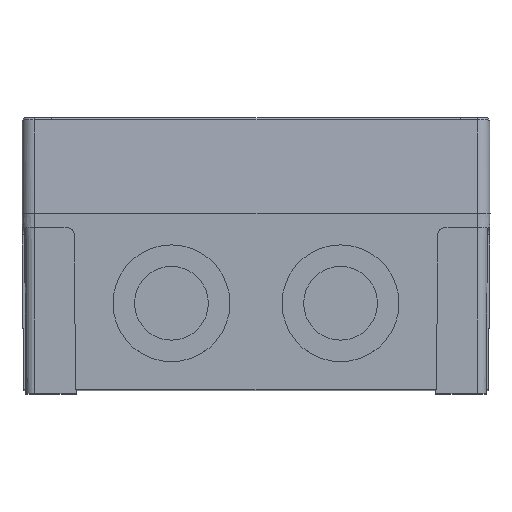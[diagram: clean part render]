
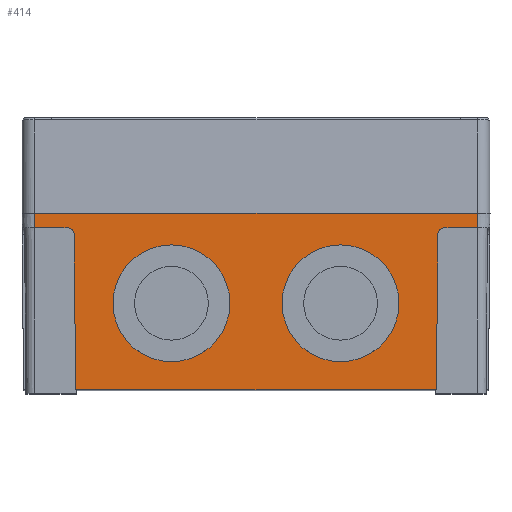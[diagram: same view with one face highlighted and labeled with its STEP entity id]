
A CAD part, top view. The second image highlights one B-rep face of the part: STEP entity #414.
In plain terms, the highlighted planar face has unit normal (0, -0.009, 1).
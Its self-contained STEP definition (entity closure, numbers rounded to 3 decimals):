
#8 = CARTESIAN_POINT ( 'NONE',  ( -61.55, 0., 90.05 ) ) ;
#214 = DIRECTION ( 'NONE',  ( 0., 1., 0.009 ) ) ;
#295 = VERTEX_POINT ( 'NONE', #1253 ) ;
#339 = DIRECTION ( 'NONE',  ( 0., -1., -0.009 ) ) ;
#343 = CARTESIAN_POINT ( 'NONE',  ( -23.5, -25.007, 89.832 ) ) ;
#414 = ADVANCED_FACE ( 'NONE', ( #13279, #11154, #12249 ), #616, .T. ) ;
#544 = DIRECTION ( 'NONE',  ( 0., -0.009, 1. ) ) ;
#569 = EDGE_CURVE ( 'NONE', #3545, #6368, #2197, .T. ) ;
#616 = PLANE ( 'NONE',  #9025 ) ;
#672 = CIRCLE ( 'NONE', #7092, 16.25 ) ;
#847 = CARTESIAN_POINT ( 'NONE',  ( 23.5, -41.256, 89.69 ) ) ;
#872 = EDGE_CURVE ( 'NONE', #9862, #295, #10095, .T. ) ;
#932 = EDGE_LOOP ( 'NONE', ( #12741, #12682, #9823, #6136, #12318, #13570, #6584, #8118, #7311, #3055 ) ) ;
#942 = EDGE_LOOP ( 'NONE', ( #2706, #13561 ) ) ;
#1002 = VECTOR ( 'NONE', #8754, 1000. ) ;
#1253 = CARTESIAN_POINT ( 'NONE',  ( 50.157, -49., 89.622 ) ) ;
#1378 = CARTESIAN_POINT ( 'NONE',  ( -50.533, -5.983, 89.998 ) ) ;
#1503 = VECTOR ( 'NONE', #7680, 1000. ) ;
#1592 = CARTESIAN_POINT ( 'NONE',  ( -61.55, 0., 90.05 ) ) ;
#1594 = DIRECTION ( 'NONE',  ( 0., -0.009, 1. ) ) ;
#1651 = DIRECTION ( 'NONE',  ( 0., 1., 0.009 ) ) ;
#1688 = VERTEX_POINT ( 'NONE', #1378 ) ;
#2147 = CARTESIAN_POINT ( 'NONE',  ( 50.533, -5.983, 89.998 ) ) ;
#2197 = LINE ( 'NONE', #8, #3484 ) ;
#2215 = AXIS2_PLACEMENT_3D ( 'NONE', #343, #1594, #3824 ) ;
#2249 = CARTESIAN_POINT ( 'NONE',  ( -50.533, -5.983, 89.998 ) ) ;
#2306 = CARTESIAN_POINT ( 'NONE',  ( 52.533, -4., 90.015 ) ) ;
#2340 = LINE ( 'NONE', #11719, #1002 ) ;
#2706 = ORIENTED_EDGE ( 'NONE', *, *, #5690, .F. ) ;
#2724 = DIRECTION ( 'NONE',  ( -0.009, -1., -0.009 ) ) ;
#2789 = CARTESIAN_POINT ( 'NONE',  ( 50.576, -0.978, 90.041 ) ) ;
#3000 = VERTEX_POINT ( 'NONE', #3695 ) ;
#3055 = ORIENTED_EDGE ( 'NONE', *, *, #9352, .T. ) ;
#3141 = LINE ( 'NONE', #6308, #9718 ) ;
#3240 = EDGE_CURVE ( 'NONE', #6368, #6954, #2340, .T. ) ;
#3245 = VECTOR ( 'NONE', #2724, 1000. ) ;
#3340 = EDGE_CURVE ( 'NONE', #10781, #7207, #13052, .T. ) ;
#3385 = LINE ( 'NONE', #11822, #1503 ) ;
#3484 = VECTOR ( 'NONE', #11432, 1000. ) ;
#3516 = CARTESIAN_POINT ( 'NONE',  ( -51.369, -4., 90.015 ) ) ;
#3518 = CARTESIAN_POINT ( 'NONE',  ( 23.5, -25.007, 89.832 ) ) ;
#3545 = VERTEX_POINT ( 'NONE', #12690 ) ;
#3695 = CARTESIAN_POINT ( 'NONE',  ( 23.5, -8.757, 89.974 ) ) ;
#3824 = DIRECTION ( 'NONE',  ( 0., -1., -0.009 ) ) ;
#4024 = EDGE_CURVE ( 'NONE', #13558, #6954, #11714, .T. ) ;
#4076 = EDGE_CURVE ( 'NONE', #6088, #1688, #3141, .T. ) ;
#4144 = CARTESIAN_POINT ( 'NONE',  ( 52.533, -4., 90.015 ) ) ;
#4345 = CARTESIAN_POINT ( 'NONE',  ( 51.369, -4., 90.015 ) ) ;
#4424 = DIRECTION ( 'NONE',  ( 0., 1., 0.009 ) ) ;
#4880 = VECTOR ( 'NONE', #5022, 1000. ) ;
#4970 = CARTESIAN_POINT ( 'NONE',  ( -50.157, -49., 89.622 ) ) ;
#5022 = DIRECTION ( 'NONE',  ( 1., 0., 0. ) ) ;
#5320 = VECTOR ( 'NONE', #10189, 1000. ) ;
#5487 = CARTESIAN_POINT ( 'NONE',  ( -52.533, -4., 90.015 ) ) ;
#5641 = CARTESIAN_POINT ( 'NONE',  ( -23.5, -8.757, 89.974 ) ) ;
#5690 = EDGE_CURVE ( 'NONE', #7207, #10781, #6537, .T. ) ;
#5706 = CARTESIAN_POINT ( 'NONE',  ( -52.533, -4., 90.015 ) ) ;
#5717 = AXIS2_PLACEMENT_3D ( 'NONE', #3518, #7753, #4424 ) ;
#5843 = CARTESIAN_POINT ( 'NONE',  ( 61.55, 0., 90.05 ) ) ;
#6088 = VERTEX_POINT ( 'NONE', #4970 ) ;
#6136 = ORIENTED_EDGE ( 'NONE', *, *, #4024, .T. ) ;
#6226 = EDGE_CURVE ( 'NONE', #13558, #6399, #3385, .T. ) ;
#6275 = CARTESIAN_POINT ( 'NONE',  ( -61.55, 0., 90.05 ) ) ;
#6308 = CARTESIAN_POINT ( 'NONE',  ( -50.586, 0.096, 90.051 ) ) ;
#6368 = VERTEX_POINT ( 'NONE', #6275 ) ;
#6399 = VERTEX_POINT ( 'NONE', #4144 ) ;
#6537 = CIRCLE ( 'NONE', #7229, 16.25 ) ;
#6584 = ORIENTED_EDGE ( 'NONE', *, *, #11683, .T. ) ;
#6668 = ORIENTED_EDGE ( 'NONE', *, *, #11201, .F. ) ;
#6672 =( BOUNDED_CURVE ( )  B_SPLINE_CURVE ( 3, ( #7598, #12015, #4345, #2306 ),
 .UNSPECIFIED., .F., .T. ) 
 B_SPLINE_CURVE_WITH_KNOTS ( ( 4, 4 ),
 ( 1.58, 3.142 ),
 .UNSPECIFIED. ) 
 CURVE ( )  GEOMETRIC_REPRESENTATION_ITEM ( )  RATIONAL_B_SPLINE_CURVE ( ( 1., 0.807, 0.807, 1. ) ) 
 REPRESENTATION_ITEM ( '' )  );
#6764 = EDGE_CURVE ( 'NONE', #8336, #1688, #9884, .T. ) ;
#6885 = CARTESIAN_POINT ( 'NONE',  ( 61.55, -4., 90.015 ) ) ;
#6954 = VERTEX_POINT ( 'NONE', #5843 ) ;
#7092 = AXIS2_PLACEMENT_3D ( 'NONE', #9231, #544, #1651 ) ;
#7207 = VERTEX_POINT ( 'NONE', #9619 ) ;
#7229 = AXIS2_PLACEMENT_3D ( 'NONE', #8688, #11779, #339 ) ;
#7311 = ORIENTED_EDGE ( 'NONE', *, *, #4076, .F. ) ;
#7598 = CARTESIAN_POINT ( 'NONE',  ( 50.533, -5.983, 89.998 ) ) ;
#7680 = DIRECTION ( 'NONE',  ( -1., 0., 0. ) ) ;
#7753 = DIRECTION ( 'NONE',  ( 0., -0.009, 1. ) ) ;
#7894 = DIRECTION ( 'NONE',  ( -0.009, 1., 0.009 ) ) ;
#7977 = DIRECTION ( 'NONE',  ( 0., -1., -0.009 ) ) ;
#8118 = ORIENTED_EDGE ( 'NONE', *, *, #6764, .T. ) ;
#8234 = CARTESIAN_POINT ( 'NONE',  ( -61.55, -49., 89.622 ) ) ;
#8336 = VERTEX_POINT ( 'NONE', #5487 ) ;
#8419 = CIRCLE ( 'NONE', #5717, 16.25 ) ;
#8688 = CARTESIAN_POINT ( 'NONE',  ( -23.5, -25.007, 89.832 ) ) ;
#8754 = DIRECTION ( 'NONE',  ( 1., 0., 0. ) ) ;
#8796 = ORIENTED_EDGE ( 'NONE', *, *, #10740, .F. ) ;
#9025 = AXIS2_PLACEMENT_3D ( 'NONE', #1592, #13335, #7977 ) ;
#9231 = CARTESIAN_POINT ( 'NONE',  ( 23.5, -25.007, 89.832 ) ) ;
#9352 = EDGE_CURVE ( 'NONE', #6088, #295, #10318, .T. ) ;
#9619 = CARTESIAN_POINT ( 'NONE',  ( -23.5, -41.256, 89.69 ) ) ;
#9654 = CARTESIAN_POINT ( 'NONE',  ( 61.55, 0., 90.05 ) ) ;
#9718 = VECTOR ( 'NONE', #7894, 1000. ) ;
#9778 = CARTESIAN_POINT ( 'NONE',  ( -50.543, -4.819, 90.008 ) ) ;
#9823 = ORIENTED_EDGE ( 'NONE', *, *, #6226, .F. ) ;
#9862 = VERTEX_POINT ( 'NONE', #2147 ) ;
#9884 =( BOUNDED_CURVE ( )  B_SPLINE_CURVE ( 3, ( #5706, #3516, #9778, #2249 ),
 .UNSPECIFIED., .F., .T. ) 
 B_SPLINE_CURVE_WITH_KNOTS ( ( 4, 4 ),
 ( 3.142, 4.704 ),
 .UNSPECIFIED. ) 
 CURVE ( )  GEOMETRIC_REPRESENTATION_ITEM ( )  RATIONAL_B_SPLINE_CURVE ( ( 1., 0.807, 0.807, 1. ) ) 
 REPRESENTATION_ITEM ( '' )  );
#10095 = LINE ( 'NONE', #2789, #3245 ) ;
#10115 = LINE ( 'NONE', #13391, #5320 ) ;
#10189 = DIRECTION ( 'NONE',  ( 1., 0., 0. ) ) ;
#10318 = LINE ( 'NONE', #8234, #4880 ) ;
#10740 = EDGE_CURVE ( 'NONE', #10883, #3000, #8419, .T. ) ;
#10781 = VERTEX_POINT ( 'NONE', #5641 ) ;
#10883 = VERTEX_POINT ( 'NONE', #847 ) ;
#11154 = FACE_BOUND ( 'NONE', #942, .T. ) ;
#11201 = EDGE_CURVE ( 'NONE', #3000, #10883, #672, .T. ) ;
#11432 = DIRECTION ( 'NONE',  ( 0., 1., 0.009 ) ) ;
#11683 = EDGE_CURVE ( 'NONE', #3545, #8336, #10115, .T. ) ;
#11714 = LINE ( 'NONE', #9654, #13417 ) ;
#11719 = CARTESIAN_POINT ( 'NONE',  ( -61.55, 0., 90.05 ) ) ;
#11779 = DIRECTION ( 'NONE',  ( 0., -0.009, 1. ) ) ;
#11822 = CARTESIAN_POINT ( 'NONE',  ( -61.55, -4., 90.015 ) ) ;
#12015 = CARTESIAN_POINT ( 'NONE',  ( 50.543, -4.819, 90.008 ) ) ;
#12249 = FACE_OUTER_BOUND ( 'NONE', #932, .T. ) ;
#12318 = ORIENTED_EDGE ( 'NONE', *, *, #3240, .F. ) ;
#12416 = EDGE_LOOP ( 'NONE', ( #8796, #6668 ) ) ;
#12682 = ORIENTED_EDGE ( 'NONE', *, *, #13199, .T. ) ;
#12690 = CARTESIAN_POINT ( 'NONE',  ( -61.55, -4., 90.015 ) ) ;
#12741 = ORIENTED_EDGE ( 'NONE', *, *, #872, .F. ) ;
#13052 = CIRCLE ( 'NONE', #2215, 16.25 ) ;
#13199 = EDGE_CURVE ( 'NONE', #9862, #6399, #6672, .T. ) ;
#13279 = FACE_BOUND ( 'NONE', #12416, .T. ) ;
#13335 = DIRECTION ( 'NONE',  ( 0., -0.009, 1. ) ) ;
#13391 = CARTESIAN_POINT ( 'NONE',  ( -61.55, -4., 90.015 ) ) ;
#13417 = VECTOR ( 'NONE', #214, 1000. ) ;
#13558 = VERTEX_POINT ( 'NONE', #6885 ) ;
#13561 = ORIENTED_EDGE ( 'NONE', *, *, #3340, .F. ) ;
#13570 = ORIENTED_EDGE ( 'NONE', *, *, #569, .F. ) ;
